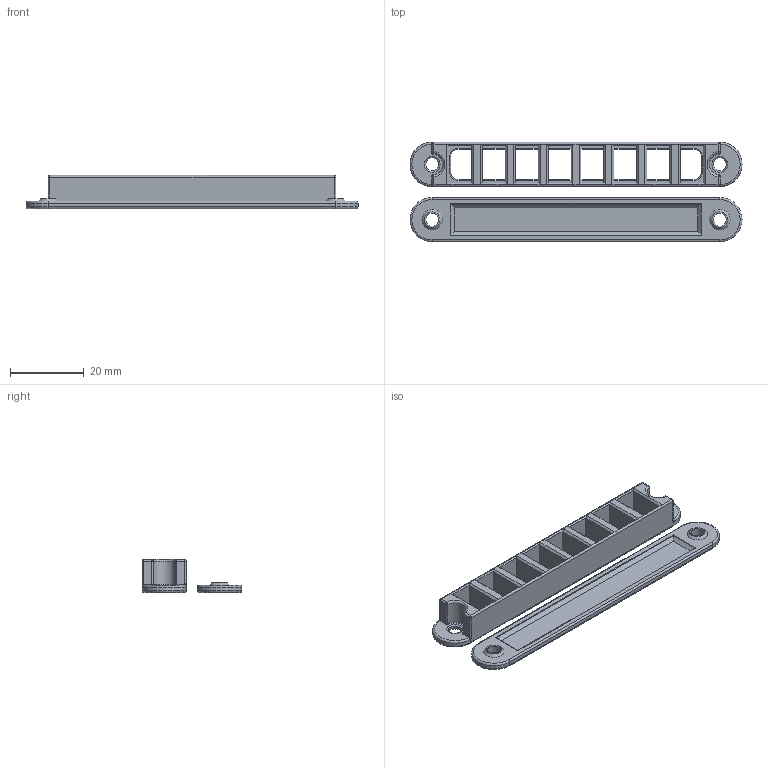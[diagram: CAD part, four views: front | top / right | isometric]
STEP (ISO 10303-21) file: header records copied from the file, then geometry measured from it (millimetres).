
FILE_DESCRIPTION(/* description */ (''),/* implementation_level */ '2;1');
FILE_NAME(/* name */ 'JST-XH Mount 3-3-3-3-3-3-3-3 v2.step',/* time_stamp */ '2022-10-21T19:59:38-05:00',/* author */ (''),/* organization */ (''),/* preprocessor_version */ 'ST-DEVELOPER v19',/* originating_system */ 'Autodesk Translation Framework v11.7.0.108',/* authorisation */ '');
FILE_SCHEMA (('AUTOMOTIVE_DESIGN { 1 0 10303 214 3 1 1 }'));
Length unit declared in the file: millimetre
Products named in the file (1): JST-XH Mount 3-3-3-3-3-3-3-3
Bounding box: 90 x 27 x 9 mm (x, y, z)
Volume: 5235.9 mm3; surface area: 7428.3 mm2
Topology: 2 solids, 2 shells, 272 faces, 748 edges, 458 vertices
Faces by surface type: plane 130, cylinder 92, torus 34, bspline 12, cone 4
Full cylindrical faces by diameter (mm): 3.5 x4
Entity records: 8928 total; most frequent: CARTESIAN_POINT 1911, ORIENTED_EDGE 1480, DIRECTION 1474, EDGE_CURVE 740, AXIS2_PLACEMENT_3D 497, LINE 480, VECTOR 480, VERTEX_POINT 458
